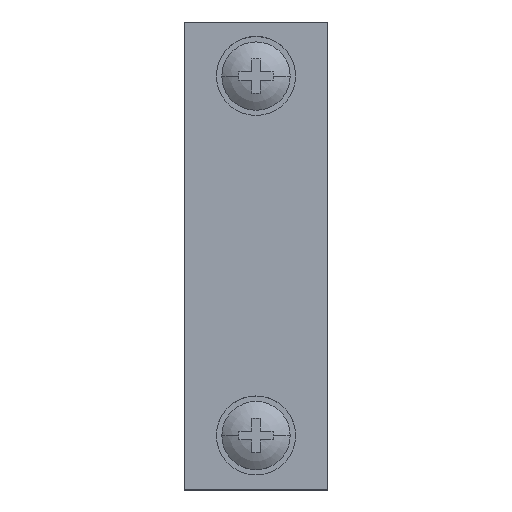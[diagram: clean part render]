
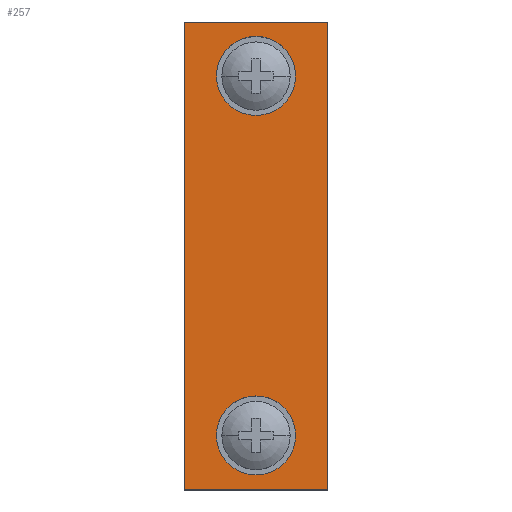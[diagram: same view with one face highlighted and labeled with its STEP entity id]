
A CAD part, top view. The second image highlights one B-rep face of the part: STEP entity #257.
In plain terms, the highlighted planar face has unit normal (0, 0, 1).
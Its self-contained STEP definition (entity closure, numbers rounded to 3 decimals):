
#257=ADVANCED_FACE('',(#518,#519,#520),#521,.T.);
#518=FACE_OUTER_BOUND('',#833,.T.);
#519=FACE_BOUND('',#834,.T.);
#520=FACE_BOUND('',#835,.T.);
#521=PLANE('',#836);
#833=EDGE_LOOP('',(#1162,#1163,#1164,#1165));
#834=EDGE_LOOP('',(#1166,#1167));
#835=EDGE_LOOP('',(#1168,#1169));
#836=AXIS2_PLACEMENT_3D('',#1170,#1171,#1172);
#1162=ORIENTED_EDGE('',*,*,#2018,.T.);
#1163=ORIENTED_EDGE('',*,*,#2019,.T.);
#1164=ORIENTED_EDGE('',*,*,#2020,.T.);
#1165=ORIENTED_EDGE('',*,*,#2021,.T.);
#1166=ORIENTED_EDGE('',*,*,#2006,.T.);
#1167=ORIENTED_EDGE('',*,*,#2011,.T.);
#1168=ORIENTED_EDGE('',*,*,#2001,.T.);
#1169=ORIENTED_EDGE('',*,*,#2015,.T.);
#1170=CARTESIAN_POINT('',(10.0,32.5,68.0));
#1171=DIRECTION('',(0.0,0.0,1.0));
#1172=DIRECTION('',(1.0,-0.0,0.0));
#2001=EDGE_CURVE('',#2349,#2346,#2350,.T.);
#2006=EDGE_CURVE('',#2358,#2355,#2359,.T.);
#2011=EDGE_CURVE('',#2355,#2358,#2365,.T.);
#2015=EDGE_CURVE('',#2346,#2349,#2369,.T.);
#2018=EDGE_CURVE('',#2372,#2373,#2374,.T.);
#2019=EDGE_CURVE('',#2373,#2375,#2376,.T.);
#2020=EDGE_CURVE('',#2375,#2377,#2378,.T.);
#2021=EDGE_CURVE('',#2377,#2372,#2379,.T.);
#2346=VERTEX_POINT('',#2854);
#2349=VERTEX_POINT('',#2858);
#2350=CIRCLE('',#2859,5.5);
#2355=VERTEX_POINT('',#2865);
#2358=VERTEX_POINT('',#2869);
#2359=CIRCLE('',#2870,5.5);
#2365=CIRCLE('',#2877,5.5);
#2369=CIRCLE('',#2881,5.5);
#2372=VERTEX_POINT('',#2884);
#2373=VERTEX_POINT('',#2885);
#2374=LINE('',#2886,#2887);
#2375=VERTEX_POINT('',#2888);
#2376=LINE('',#2889,#2890);
#2377=VERTEX_POINT('',#2891);
#2378=LINE('',#2892,#2893);
#2379=LINE('',#2894,#2895);
#2854=CARTESIAN_POINT('',(15.5,7.5,68.0));
#2858=CARTESIAN_POINT('',(4.5,7.5,68.0));
#2859=AXIS2_PLACEMENT_3D('',#3548,#3549,#3550);
#2865=CARTESIAN_POINT('',(15.5,57.5,68.0));
#2869=CARTESIAN_POINT('',(4.5,57.5,68.0));
#2870=AXIS2_PLACEMENT_3D('',#3556,#3557,#3558);
#2877=AXIS2_PLACEMENT_3D('',#3566,#3567,#3568);
#2881=AXIS2_PLACEMENT_3D('',#3572,#3573,#3574);
#2884=CARTESIAN_POINT('',(20.0,0.0,68.0));
#2885=CARTESIAN_POINT('',(20.0,65.0,68.0));
#2886=CARTESIAN_POINT('',(20.0,32.5,68.0));
#2887=VECTOR('',#3575,1.0);
#2888=CARTESIAN_POINT('',(0.0,65.0,68.0));
#2889=CARTESIAN_POINT('',(10.0,65.0,68.0));
#2890=VECTOR('',#3576,1.0);
#2891=CARTESIAN_POINT('',(0.0,0.0,68.0));
#2892=CARTESIAN_POINT('',(0.0,32.5,68.0));
#2893=VECTOR('',#3577,1.0);
#2894=CARTESIAN_POINT('',(10.0,0.0,68.0));
#2895=VECTOR('',#3578,1.0);
#3548=CARTESIAN_POINT('',(10.0,7.5,68.0));
#3549=DIRECTION('',(0.0,0.0,-1.0));
#3550=DIRECTION('',(1.0,0.0,0.0));
#3556=CARTESIAN_POINT('',(10.0,57.5,68.0));
#3557=DIRECTION('',(0.0,0.0,-1.0));
#3558=DIRECTION('',(1.0,0.0,0.0));
#3566=CARTESIAN_POINT('',(10.0,57.5,68.0));
#3567=DIRECTION('',(0.0,0.0,-1.0));
#3568=DIRECTION('',(1.0,0.0,0.0));
#3572=CARTESIAN_POINT('',(10.0,7.5,68.0));
#3573=DIRECTION('',(0.0,0.0,-1.0));
#3574=DIRECTION('',(1.0,0.0,0.0));
#3575=DIRECTION('',(0.0,1.0,0.0));
#3576=DIRECTION('',(-1.0,0.0,0.0));
#3577=DIRECTION('',(0.0,-1.0,0.0));
#3578=DIRECTION('',(1.0,0.0,0.0));
